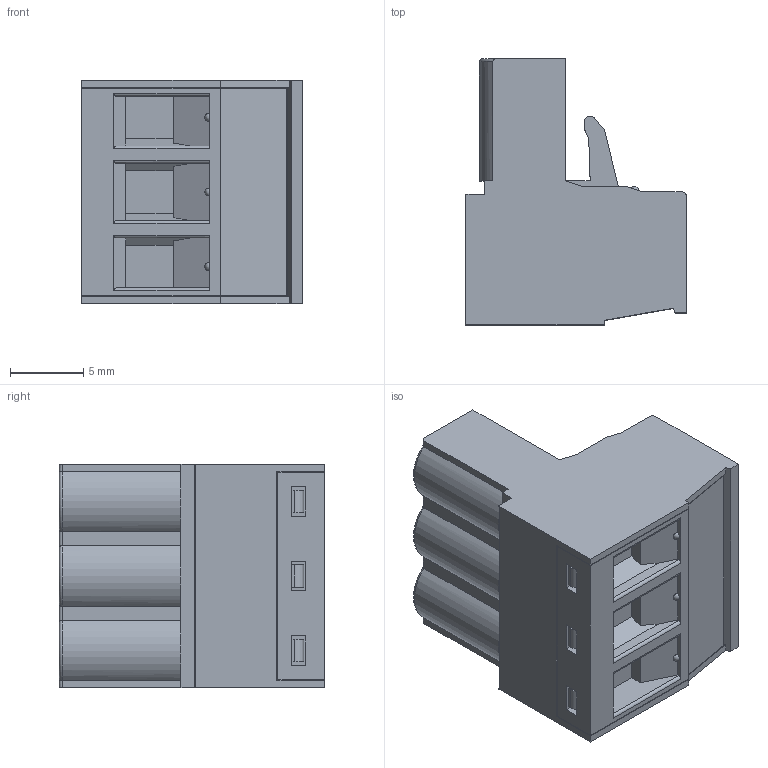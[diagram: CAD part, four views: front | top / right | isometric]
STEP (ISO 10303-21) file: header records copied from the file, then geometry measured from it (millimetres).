
FILE_DESCRIPTION((''),'2;1');
FILE_NAME('WJ2EDGK-508-03P-00A','2017-03-15T',('QZY'),(''),'CREO PARAMETRIC BY PTC INC, 2014440','CREO PARAMETRIC BY PTC INC, 2014440','');
FILE_SCHEMA(('CONFIG_CONTROL_DESIGN'));
Length unit declared in the file: millimetre
Products named in the file (1): WJ2EDGK-508-03P-00A
Bounding box: 15.05 x 18.1 x 15.24 mm (x, y, z)
Volume: 2455.3 mm3; surface area: 2337.9 mm2
Topology: 1 solids, 1 shells, 425 faces, 1166 edges, 752 vertices
Faces by surface type: plane 281, cylinder 96, cone 24, torus 15, sphere 9
Entity records: 13484 total; most frequent: CARTESIAN_POINT 2540, ORIENTED_EDGE 2314, DIRECTION 2202, EDGE_CURVE 1157, VECTOR 880, LINE 880, VERTEX_POINT 752, AXIS2_PLACEMENT_3D 661
